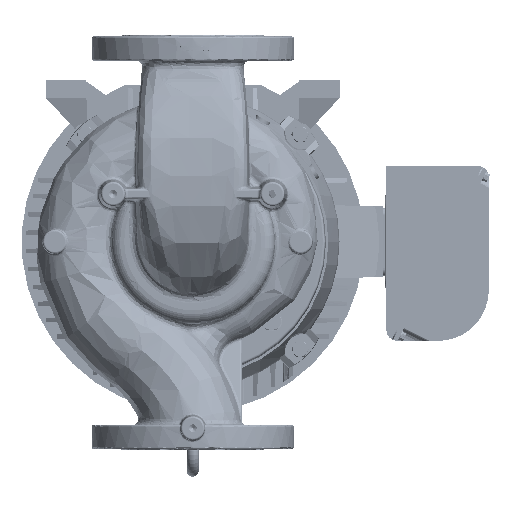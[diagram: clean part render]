
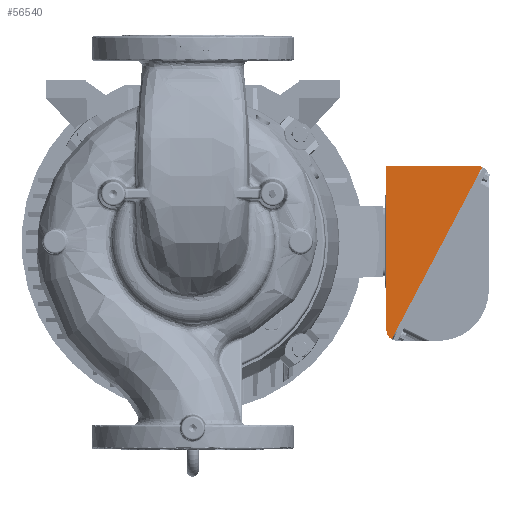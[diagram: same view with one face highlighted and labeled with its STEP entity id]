
A CAD part, front view. The second image highlights one B-rep face of the part: STEP entity #56540.
In plain terms, the highlighted planar face has unit normal (-0.023, -1, 0.012).
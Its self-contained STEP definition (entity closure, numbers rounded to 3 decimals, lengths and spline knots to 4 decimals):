
#1869=PLANE('',#61176);
#2956=ELLIPSE('',#61007,0.5002,0.5);
#2962=ELLIPSE('',#61043,0.5002,0.5);
#8197=FACE_OUTER_BOUND('',#11234,.T.);
#11234=EDGE_LOOP('',(#45714,#45715,#45716,#45717,#45718,#45719,#45720));
#14103=LINE('',#180017,#17252);
#14195=LINE('',#180390,#17344);
#14201=LINE('',#180411,#17350);
#14220=LINE('',#180472,#17369);
#14232=LINE('',#180510,#17381);
#17252=VECTOR('',#71491,39.3701);
#17344=VECTOR('',#71861,39.3701);
#17350=VECTOR('',#71887,39.3701);
#17369=VECTOR('',#71948,39.3701);
#17381=VECTOR('',#71992,39.3701);
#24218=VERTEX_POINT('',#180014);
#24219=VERTEX_POINT('',#180016);
#24339=VERTEX_POINT('',#180388);
#24343=VERTEX_POINT('',#180401);
#24344=VERTEX_POINT('',#180409);
#24361=VERTEX_POINT('',#180460);
#24365=VERTEX_POINT('',#180470);
#31996=EDGE_CURVE('',#24219,#24218,#14103,.T.);
#32170=EDGE_CURVE('',#24218,#24339,#14195,.T.);
#32178=EDGE_CURVE('',#24339,#24343,#2956,.T.);
#32181=EDGE_CURVE('',#24343,#24344,#14201,.T.);
#32212=EDGE_CURVE('',#24361,#24365,#14220,.T.);
#32222=EDGE_CURVE('',#24365,#24219,#2962,.T.);
#32232=EDGE_CURVE('',#24361,#24344,#14232,.T.);
#45714=ORIENTED_EDGE('',*,*,#31996,.T.);
#45715=ORIENTED_EDGE('',*,*,#32170,.T.);
#45716=ORIENTED_EDGE('',*,*,#32178,.T.);
#45717=ORIENTED_EDGE('',*,*,#32181,.T.);
#45718=ORIENTED_EDGE('',*,*,#32232,.F.);
#45719=ORIENTED_EDGE('',*,*,#32212,.T.);
#45720=ORIENTED_EDGE('',*,*,#32222,.T.);
#56540=ADVANCED_FACE('',(#8197),#1869,.T.);
#61007=AXIS2_PLACEMENT_3D('',#180403,#71873,#71874);
#61043=AXIS2_PLACEMENT_3D('',#180490,#71970,#71971);
#61176=AXIS2_PLACEMENT_3D('',#180806,#72325,#72326);
#71491=DIRECTION('',(-1.,0.023,0.));
#71861=DIRECTION('',(0.,-0.012,-1.));
#71873=DIRECTION('center_axis',(-0.023,-1.,
0.012));
#71874=DIRECTION('ref_axis',(0.885,-0.026,-0.465));
#71887=DIRECTION('',(0.466,0.,0.885));
#71948=DIRECTION('',(0.466,0.,0.885));
#71970=DIRECTION('center_axis',(-0.023,-1.,
0.012));
#71971=DIRECTION('ref_axis',(0.885,-0.026,-0.465));
#71992=DIRECTION('',(-0.466,0.,-0.885));
#72325=DIRECTION('center_axis',(-0.023,-1.,
0.012));
#72326=DIRECTION('ref_axis',(-1.,0.023,0.));
#180014=CARTESIAN_POINT('',(9.5665,15.0838,3.75));
#180016=CARTESIAN_POINT('',(14.0665,14.9795,3.75));
#180017=CARTESIAN_POINT('',(9.8278,15.0778,3.75));
#180388=CARTESIAN_POINT('',(9.5665,14.9847,-4.375));
#180390=CARTESIAN_POINT('',(9.5665,14.9794,-4.8131));
#180401=CARTESIAN_POINT('',(9.8253,14.9734,-4.813));
#180403=CARTESIAN_POINT('Origin',(10.0665,14.9731,-4.375));
#180409=CARTESIAN_POINT('',(10.0549,14.9734,-4.3767));
#180411=CARTESIAN_POINT('',(9.8253,14.9734,-4.813));
#180460=CARTESIAN_POINT('',(14.0712,14.9734,3.2561));
#180470=CARTESIAN_POINT('',(14.3005,14.9734,3.6919));
#180472=CARTESIAN_POINT('',(9.8253,14.9734,-4.813));
#180490=CARTESIAN_POINT('Origin',(14.0665,14.9734,3.25));
#180510=CARTESIAN_POINT('',(10.0549,14.9734,-4.3767));
#180806=CARTESIAN_POINT('Origin',(9.8253,14.9734,-4.813));
